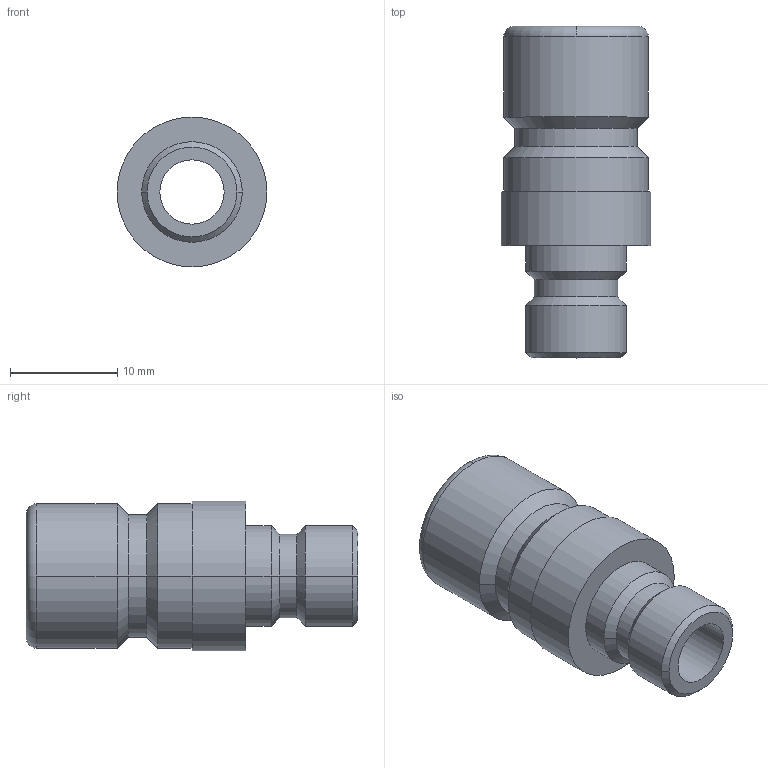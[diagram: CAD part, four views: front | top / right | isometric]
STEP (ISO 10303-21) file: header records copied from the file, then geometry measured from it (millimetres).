
FILE_DESCRIPTION(('STEP AP214'),'1');
FILE_NAME('esd-esdm.stp','2020-04-22T06:13:22',('TraceParts'),('TraceParts S.A.'),'Spatial InterOp 3D',' ',' ');
FILE_SCHEMA(('automotive_design'));
Length unit declared in the file: millimetre
Products named in the file (1): 1
Bounding box: 14 x 31 x 14 mm (x, y, z)
Volume: 2661.6 mm3; surface area: 2017.1 mm2
Topology: 1 solids, 1 shells, 32 faces, 67 edges, 39 vertices
Faces by surface type: cylinder 16, cone 10, plane 4, torus 2
Entity records: 1132 total; most frequent: DIRECTION 174, CARTESIAN_POINT 139, ORIENTED_EDGE 134, AXIS2_PLACEMENT_3D 74, EDGE_CURVE 67, CIRCLE 41, VERTEX_POINT 39, EDGE_LOOP 36
